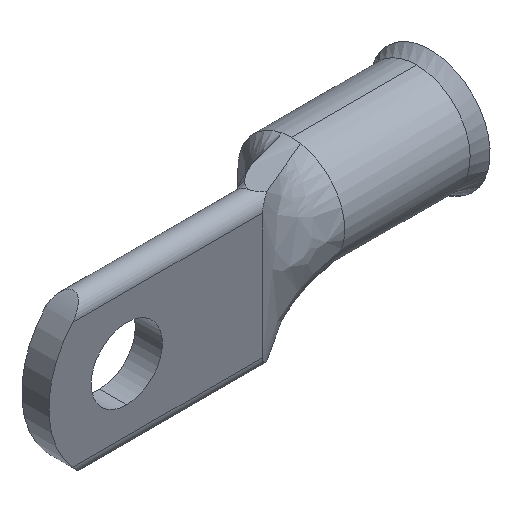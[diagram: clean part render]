
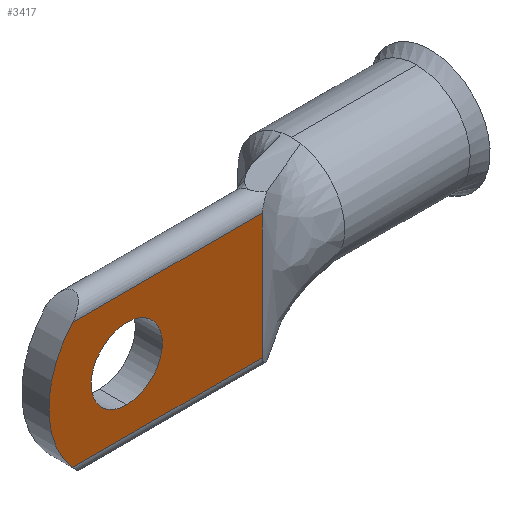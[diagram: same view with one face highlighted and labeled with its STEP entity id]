
A CAD part, isometric view. The second image highlights one B-rep face of the part: STEP entity #3417.
In plain terms, the highlighted planar face has unit normal (0, -1, 0).
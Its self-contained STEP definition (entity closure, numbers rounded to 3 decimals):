
#223 = ORIENTED_EDGE ( 'NONE', *, *, #390, .T. ) ;
#243 = AXIS2_PLACEMENT_3D ( 'NONE', #1743, #443, #1712 ) ;
#247 = ORIENTED_EDGE ( 'NONE', *, *, #2384, .F. ) ;
#344 = CARTESIAN_POINT ( 'NONE',  ( -6.228, -1.016, 4.699 ) ) ;
#390 = EDGE_CURVE ( 'NONE', #3081, #1099, #626, .T. ) ;
#403 = DIRECTION ( 'NONE',  ( 0., 0., 1. ) ) ;
#443 = DIRECTION ( 'NONE',  ( 0., -1., 0. ) ) ;
#483 = DIRECTION ( 'NONE',  ( 0., 0., -1. ) ) ;
#533 = CARTESIAN_POINT ( 'NONE',  ( -6.228, -1.016, 4.699 ) ) ;
#626 = LINE ( 'NONE', #344, #3533 ) ;
#785 = LINE ( 'NONE', #2053, #2423 ) ;
#808 = EDGE_CURVE ( 'NONE', #1178, #3081, #785, .T. ) ;
#914 = CARTESIAN_POINT ( 'NONE',  ( -6.228, -1.016, -4.699 ) ) ;
#940 = DIRECTION ( 'NONE',  ( 0., -1., 0. ) ) ;
#996 = VERTEX_POINT ( 'NONE', #2774 ) ;
#1036 = FACE_OUTER_BOUND ( 'NONE', #1466, .T. ) ;
#1099 = VERTEX_POINT ( 'NONE', #533 ) ;
#1178 = VERTEX_POINT ( 'NONE', #1495 ) ;
#1273 = DIRECTION ( 'NONE',  ( 0., 0., -1. ) ) ;
#1292 = PLANE ( 'NONE',  #2228 ) ;
#1422 = DIRECTION ( 'NONE',  ( 0., -1., 0. ) ) ;
#1466 = EDGE_LOOP ( 'NONE', ( #3037, #3571, #1998, #223 ) ) ;
#1495 = CARTESIAN_POINT ( 'NONE',  ( 8.001, -1.016, -4.699 ) ) ;
#1603 = FACE_BOUND ( 'NONE', #3950, .T. ) ;
#1706 = CIRCLE ( 'NONE', #3655, 2.667 ) ;
#1712 = DIRECTION ( 'NONE',  ( 0., 0., -1. ) ) ;
#1717 = CARTESIAN_POINT ( 'NONE',  ( 8.001, -1.016, 4.699 ) ) ;
#1743 = CARTESIAN_POINT ( 'NONE',  ( -2.159, -1.016, 0. ) ) ;
#1780 = LINE ( 'NONE', #3996, #3088 ) ;
#1853 = ORIENTED_EDGE ( 'NONE', *, *, #3150, .F. ) ;
#1902 = DIRECTION ( 'NONE',  ( 0., 0., -1. ) ) ;
#1953 = CARTESIAN_POINT ( 'NONE',  ( -2.159, -1.016, 2.667 ) ) ;
#1998 = ORIENTED_EDGE ( 'NONE', *, *, #808, .T. ) ;
#2053 = CARTESIAN_POINT ( 'NONE',  ( 8.001, -1.016, 0. ) ) ;
#2103 = EDGE_CURVE ( 'NONE', #1099, #2746, #3923, .T. ) ;
#2209 = CARTESIAN_POINT ( 'NONE',  ( -0.888, -1.016, 0. ) ) ;
#2228 = AXIS2_PLACEMENT_3D ( 'NONE', #2858, #3254, #1273 ) ;
#2384 = EDGE_CURVE ( 'NONE', #996, #3409, #2427, .T. ) ;
#2423 = VECTOR ( 'NONE', #403, 1000. ) ;
#2427 = CIRCLE ( 'NONE', #243, 2.667 ) ;
#2510 = DIRECTION ( 'NONE',  ( 1., 0., 0. ) ) ;
#2746 = VERTEX_POINT ( 'NONE', #914 ) ;
#2774 = CARTESIAN_POINT ( 'NONE',  ( -2.159, -1.016, -2.667 ) ) ;
#2858 = CARTESIAN_POINT ( 'NONE',  ( -0.888, -1.016, 0. ) ) ;
#3037 = ORIENTED_EDGE ( 'NONE', *, *, #2103, .T. ) ;
#3081 = VERTEX_POINT ( 'NONE', #1717 ) ;
#3088 = VECTOR ( 'NONE', #2510, 1000. ) ;
#3150 = EDGE_CURVE ( 'NONE', #3409, #996, #1706, .T. ) ;
#3254 = DIRECTION ( 'NONE',  ( 0., -1., 0. ) ) ;
#3409 = VERTEX_POINT ( 'NONE', #1953 ) ;
#3417 = ADVANCED_FACE ( 'NONE', ( #1603, #1036 ), #1292, .T. ) ;
#3533 = VECTOR ( 'NONE', #3796, 1000. ) ;
#3571 = ORIENTED_EDGE ( 'NONE', *, *, #4009, .T. ) ;
#3593 = AXIS2_PLACEMENT_3D ( 'NONE', #2209, #940, #1902 ) ;
#3613 = CARTESIAN_POINT ( 'NONE',  ( -2.159, -1.016, 0. ) ) ;
#3655 = AXIS2_PLACEMENT_3D ( 'NONE', #3613, #1422, #483 ) ;
#3796 = DIRECTION ( 'NONE',  ( -1., 0., 0. ) ) ;
#3923 = CIRCLE ( 'NONE', #3593, 7.113 ) ;
#3950 = EDGE_LOOP ( 'NONE', ( #1853, #247 ) ) ;
#3996 = CARTESIAN_POINT ( 'NONE',  ( -0.888, -1.016, -4.699 ) ) ;
#4009 = EDGE_CURVE ( 'NONE', #2746, #1178, #1780, .T. ) ;
